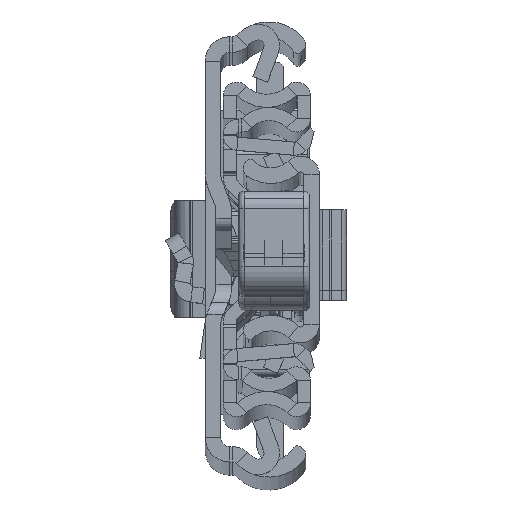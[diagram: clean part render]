
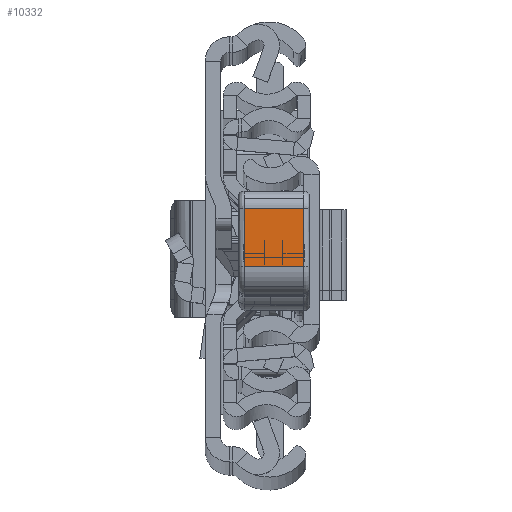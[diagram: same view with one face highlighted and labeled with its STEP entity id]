
A CAD part, top view. The second image highlights one B-rep face of the part: STEP entity #10332.
In plain terms, the highlighted face is planar.
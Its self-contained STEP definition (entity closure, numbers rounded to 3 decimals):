
#1161 = DIRECTION ( 'NONE',  ( 0., 0., -1. ) ) ;
#2344 = DIRECTION ( 'NONE',  ( -0.027, -1., 0. ) ) ;
#2465 = EDGE_CURVE ( 'NONE', #20513, #12449, #8026, .T. ) ;
#6838 = CARTESIAN_POINT ( 'NONE',  ( 39.55, -12.274, -10. ) ) ;
#8026 = LINE ( 'NONE', #10918, #22322 ) ;
#8374 = EDGE_CURVE ( 'NONE', #22772, #12041, #16997, .T. ) ;
#8874 = VECTOR ( 'NONE', #29354, 1000. ) ;
#10332 = ADVANCED_FACE ( 'NONE', ( #29094 ), #20058, .F. ) ;
#10918 = CARTESIAN_POINT ( 'NONE',  ( 39.55, -12.274, -10. ) ) ;
#12041 = VERTEX_POINT ( 'NONE', #21418 ) ;
#12390 = VECTOR ( 'NONE', #28768, 1000. ) ;
#12449 = VERTEX_POINT ( 'NONE', #6838 ) ;
#16997 = LINE ( 'NONE', #25551, #12390 ) ;
#17871 = ORIENTED_EDGE ( 'NONE', *, *, #35603, .F. ) ;
#18071 = ORIENTED_EDGE ( 'NONE', *, *, #2465, .F. ) ;
#18073 = EDGE_LOOP ( 'NONE', ( #17871, #18071, #24233, #30723 ) ) ;
#20058 = PLANE ( 'NONE',  #31204 ) ;
#20513 = VERTEX_POINT ( 'NONE', #27546 ) ;
#20515 = LINE ( 'NONE', #29177, #8874 ) ;
#20639 = DIRECTION ( 'NONE',  ( -1., 0.027, 0. ) ) ;
#21418 = CARTESIAN_POINT ( 'NONE',  ( 39.818, -2.465, 0. ) ) ;
#22322 = VECTOR ( 'NONE', #31493, 1000. ) ;
#22772 = VERTEX_POINT ( 'NONE', #35673 ) ;
#23258 = VECTOR ( 'NONE', #1161, 1000. ) ;
#24233 = ORIENTED_EDGE ( 'NONE', *, *, #25422, .F. ) ;
#24873 = CARTESIAN_POINT ( 'NONE',  ( 39.818, -2.465, -11. ) ) ;
#25422 = EDGE_CURVE ( 'NONE', #12041, #20513, #27533, .T. ) ;
#25551 = CARTESIAN_POINT ( 'NONE',  ( 39.55, -12.274, 0. ) ) ;
#27533 = LINE ( 'NONE', #24873, #23258 ) ;
#27546 = CARTESIAN_POINT ( 'NONE',  ( 39.818, -2.465, -10. ) ) ;
#28768 = DIRECTION ( 'NONE',  ( 0.027, 1., 0. ) ) ;
#29094 = FACE_OUTER_BOUND ( 'NONE', #18073, .T. ) ;
#29177 = CARTESIAN_POINT ( 'NONE',  ( 39.55, -12.274, -11. ) ) ;
#29354 = DIRECTION ( 'NONE',  ( 0., 0., 1. ) ) ;
#30723 = ORIENTED_EDGE ( 'NONE', *, *, #8374, .F. ) ;
#31204 = AXIS2_PLACEMENT_3D ( 'NONE', #32188, #20639, #2344 ) ;
#31493 = DIRECTION ( 'NONE',  ( -0.027, -1., 0. ) ) ;
#32188 = CARTESIAN_POINT ( 'NONE',  ( 39.55, -12.274, -11. ) ) ;
#35603 = EDGE_CURVE ( 'NONE', #12449, #22772, #20515, .T. ) ;
#35673 = CARTESIAN_POINT ( 'NONE',  ( 39.55, -12.274, 0. ) ) ;
